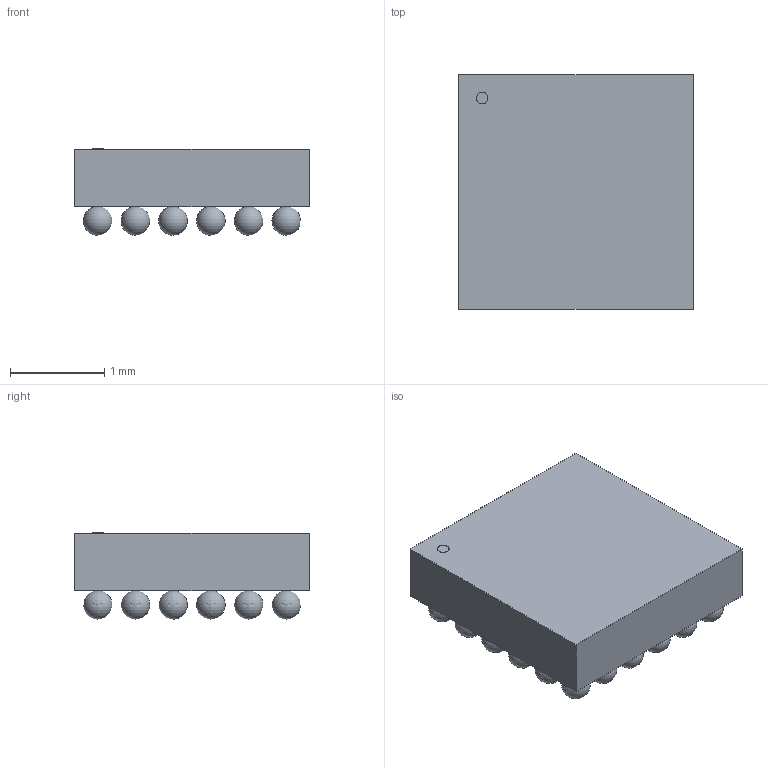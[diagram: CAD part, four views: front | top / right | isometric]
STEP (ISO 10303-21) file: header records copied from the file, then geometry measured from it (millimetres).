
FILE_DESCRIPTION(('STEP AP214'),'1');
FILE_NAME('ucfBGA36_iCE40Ultra_LAT','2025-09-24T12:52:46',(''),(''),'','','');
FILE_SCHEMA(('AUTOMOTIVE_DESIGN'));
Length unit declared in the file: millimetre
Products named in the file (1): product
Bounding box: 2.49 x 2.49 x 0.92 mm (x, y, z)
Volume: 4.3 mm3; surface area: 29 mm2
Topology: 38 solids, 38 shells, 45 faces, 123 edges, 82 vertices
Faces by surface type: sphere 36, plane 8, cylinder 1
Full cylindrical faces by diameter (mm): 0.124 x1
Entity records: 697 total; most frequent: DIRECTION 110, CARTESIAN_POINT 59, AXIS2_PLACEMENT_3D 49, STYLED_ITEM 45, ADVANCED_FACE 45, MANIFOLD_SOLID_BREP 38, CLOSED_SHELL 38, SPHERICAL_SURFACE 36
